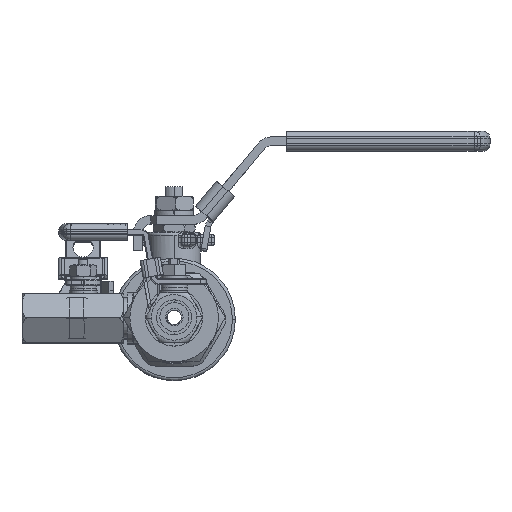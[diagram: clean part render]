
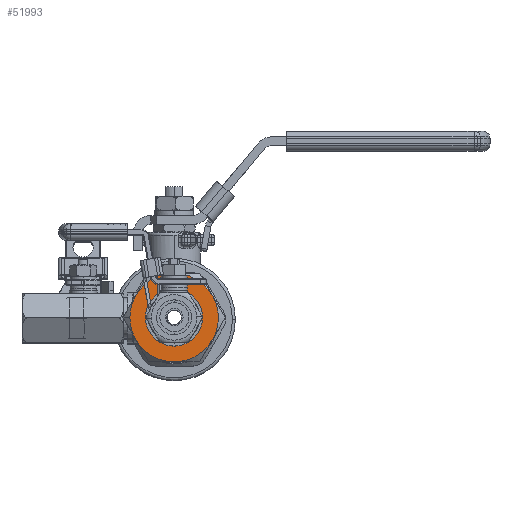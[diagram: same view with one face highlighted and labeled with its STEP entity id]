
A CAD part, top view. The second image highlights one B-rep face of the part: STEP entity #51993.
In plain terms, the highlighted planar face has unit normal (0, 0, 1).
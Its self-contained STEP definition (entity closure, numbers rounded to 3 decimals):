
#1153 = DIRECTION ( 'NONE',  ( 1., 0., 0. ) ) ;
#1785 = ORIENTED_EDGE ( 'NONE', *, *, #14640, .T. ) ;
#2642 = DIRECTION ( 'NONE',  ( 0., 0., 1. ) ) ;
#3094 = EDGE_LOOP ( 'NONE', ( #48682, #32954, #33232, #36837, #23393, #1785, #41045 ) ) ;
#4943 = CARTESIAN_POINT ( 'NONE',  ( 9.8, 0., 23.5 ) ) ;
#5187 = DIRECTION ( 'NONE',  ( 0., 0., 1. ) ) ;
#5281 = FACE_OUTER_BOUND ( 'NONE', #3094, .T. ) ;
#6147 = VERTEX_POINT ( 'NONE', #45804 ) ;
#7376 = AXIS2_PLACEMENT_3D ( 'NONE', #34514, #19190, #15160 ) ;
#7648 = DIRECTION ( 'NONE',  ( 1., 0., 0. ) ) ;
#7902 = EDGE_CURVE ( 'NONE', #36849, #28281, #10085, .T. ) ;
#9065 = DIRECTION ( 'NONE',  ( 0., 0., 1. ) ) ;
#10085 = CIRCLE ( 'NONE', #55938, 15.2 ) ;
#11119 = EDGE_CURVE ( 'NONE', #50221, #55723, #39323, .T. ) ;
#12148 = DIRECTION ( 'NONE',  ( 0., 0., 1. ) ) ;
#12690 = CARTESIAN_POINT ( 'NONE',  ( 0., 15.2, 23.5 ) ) ;
#14573 = AXIS2_PLACEMENT_3D ( 'NONE', #39162, #34801, #23765 ) ;
#14640 = EDGE_CURVE ( 'NONE', #55723, #48022, #28891, .T. ) ;
#14703 = ORIENTED_EDGE ( 'NONE', *, *, #20980, .F. ) ;
#15160 = DIRECTION ( 'NONE',  ( -1., 0., 0. ) ) ;
#15943 = DIRECTION ( 'NONE',  ( 1., 0., 0. ) ) ;
#17852 = CIRCLE ( 'NONE', #28509, 15.2 ) ;
#18300 = CARTESIAN_POINT ( 'NONE',  ( 0., 0., 23.5 ) ) ;
#19190 = DIRECTION ( 'NONE',  ( 0., 0., -1. ) ) ;
#19818 = EDGE_CURVE ( 'NONE', #32348, #28281, #48920, .T. ) ;
#20934 = FACE_BOUND ( 'NONE', #42778, .T. ) ;
#20980 = EDGE_CURVE ( 'NONE', #6147, #54802, #49921, .T. ) ;
#22533 = EDGE_CURVE ( 'NONE', #48022, #64668, #25488, .T. ) ;
#23393 = ORIENTED_EDGE ( 'NONE', *, *, #11119, .T. ) ;
#23765 = DIRECTION ( 'NONE',  ( 1., 0., 0. ) ) ;
#25488 = CIRCLE ( 'NONE', #34013, 15.2 ) ;
#25598 = PLANE ( 'NONE',  #27557 ) ;
#26926 = DIRECTION ( 'NONE',  ( 0., 0., 1. ) ) ;
#27245 = CARTESIAN_POINT ( 'NONE',  ( 0., 0., 23.5 ) ) ;
#27557 = AXIS2_PLACEMENT_3D ( 'NONE', #41317, #61708, #15943 ) ;
#28281 = VERTEX_POINT ( 'NONE', #12690 ) ;
#28509 = AXIS2_PLACEMENT_3D ( 'NONE', #41237, #31196, #61627 ) ;
#28891 = CIRCLE ( 'NONE', #40654, 15.2 ) ;
#30526 = CARTESIAN_POINT ( 'NONE',  ( 0., 0., 23.5 ) ) ;
#31196 = DIRECTION ( 'NONE',  ( 0., 0., 1. ) ) ;
#32348 = VERTEX_POINT ( 'NONE', #64094 ) ;
#32954 = ORIENTED_EDGE ( 'NONE', *, *, #7902, .T. ) ;
#33232 = ORIENTED_EDGE ( 'NONE', *, *, #19818, .F. ) ;
#34013 = AXIS2_PLACEMENT_3D ( 'NONE', #18300, #2642, #7648 ) ;
#34514 = CARTESIAN_POINT ( 'NONE',  ( 0., 0., 23.5 ) ) ;
#34801 = DIRECTION ( 'NONE',  ( 0., 0., 1. ) ) ;
#36837 = ORIENTED_EDGE ( 'NONE', *, *, #40664, .T. ) ;
#36849 = VERTEX_POINT ( 'NONE', #49262 ) ;
#36853 = CARTESIAN_POINT ( 'NONE',  ( 0., 0., 23.5 ) ) ;
#39162 = CARTESIAN_POINT ( 'NONE',  ( 0., 0., 23.5 ) ) ;
#39323 = CIRCLE ( 'NONE', #64969, 15.2 ) ;
#39854 = AXIS2_PLACEMENT_3D ( 'NONE', #30526, #5187, #49574 ) ;
#40654 = AXIS2_PLACEMENT_3D ( 'NONE', #27245, #26926, #41663 ) ;
#40664 = EDGE_CURVE ( 'NONE', #32348, #50221, #49754, .T. ) ;
#41045 = ORIENTED_EDGE ( 'NONE', *, *, #22533, .T. ) ;
#41237 = CARTESIAN_POINT ( 'NONE',  ( 0., 0., 23.5 ) ) ;
#41317 = CARTESIAN_POINT ( 'NONE',  ( 0., 0., 23.5 ) ) ;
#41349 = DIRECTION ( 'NONE',  ( 1., 0., 0. ) ) ;
#41663 = DIRECTION ( 'NONE',  ( 1., 0., 0. ) ) ;
#42778 = EDGE_LOOP ( 'NONE', ( #14703, #49664 ) ) ;
#44040 = EDGE_CURVE ( 'NONE', #54802, #6147, #65474, .T. ) ;
#45487 = DIRECTION ( 'NONE',  ( 1., 0., 0. ) ) ;
#45804 = CARTESIAN_POINT ( 'NONE',  ( -9.8, 0., 23.5 ) ) ;
#48022 = VERTEX_POINT ( 'NONE', #48158 ) ;
#48158 = CARTESIAN_POINT ( 'NONE',  ( 0., -15.2, 23.5 ) ) ;
#48682 = ORIENTED_EDGE ( 'NONE', *, *, #60266, .T. ) ;
#48920 = CIRCLE ( 'NONE', #7376, 15.2 ) ;
#49262 = CARTESIAN_POINT ( 'NONE',  ( 13.164, 7.6, 23.5 ) ) ;
#49574 = DIRECTION ( 'NONE',  ( 1., 0., 0. ) ) ;
#49664 = ORIENTED_EDGE ( 'NONE', *, *, #44040, .F. ) ;
#49754 = CIRCLE ( 'NONE', #14573, 15.2 ) ;
#49787 = CARTESIAN_POINT ( 'NONE',  ( -13.164, -7.6, 23.5 ) ) ;
#49921 = CIRCLE ( 'NONE', #58409, 9.8 ) ;
#50221 = VERTEX_POINT ( 'NONE', #65799 ) ;
#51376 = DIRECTION ( 'NONE',  ( 0., 0., 1. ) ) ;
#51993 = ADVANCED_FACE ( 'NONE', ( #20934, #5281 ), #25598, .T. ) ;
#52364 = CARTESIAN_POINT ( 'NONE',  ( 0., 0., 23.5 ) ) ;
#54802 = VERTEX_POINT ( 'NONE', #4943 ) ;
#55723 = VERTEX_POINT ( 'NONE', #49787 ) ;
#55938 = AXIS2_PLACEMENT_3D ( 'NONE', #60856, #9065, #45487 ) ;
#58409 = AXIS2_PLACEMENT_3D ( 'NONE', #36853, #12148, #1153 ) ;
#60266 = EDGE_CURVE ( 'NONE', #64668, #36849, #17852, .T. ) ;
#60856 = CARTESIAN_POINT ( 'NONE',  ( 0., 0., 23.5 ) ) ;
#61407 = CARTESIAN_POINT ( 'NONE',  ( 13.164, -7.6, 23.5 ) ) ;
#61627 = DIRECTION ( 'NONE',  ( 1., 0., 0. ) ) ;
#61708 = DIRECTION ( 'NONE',  ( 0., 0., 1. ) ) ;
#64094 = CARTESIAN_POINT ( 'NONE',  ( -13.164, 7.6, 23.5 ) ) ;
#64668 = VERTEX_POINT ( 'NONE', #61407 ) ;
#64969 = AXIS2_PLACEMENT_3D ( 'NONE', #52364, #51376, #41349 ) ;
#65474 = CIRCLE ( 'NONE', #39854, 9.8 ) ;
#65799 = CARTESIAN_POINT ( 'NONE',  ( -15.2, 0., 23.5 ) ) ;
